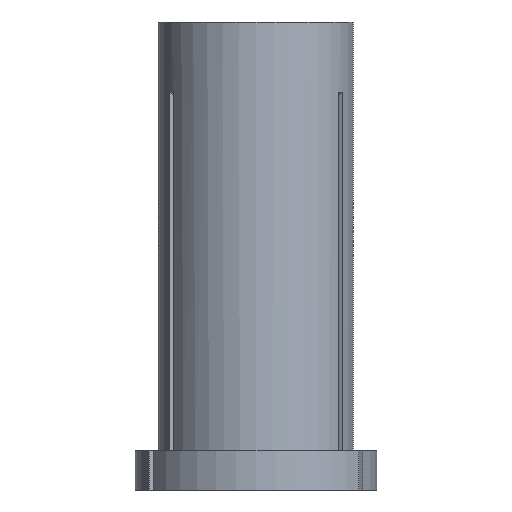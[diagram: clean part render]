
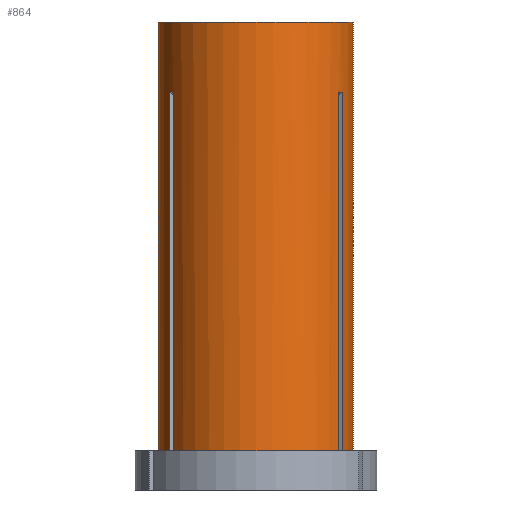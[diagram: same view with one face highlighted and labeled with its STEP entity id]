
A CAD part, front view. The second image highlights one B-rep face of the part: STEP entity #864.
In plain terms, the highlighted cylindrical face has radius 12.5 mm (diameter 25 mm), a partial arc.
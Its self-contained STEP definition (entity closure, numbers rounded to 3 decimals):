
#5 = EDGE_CURVE ( 'NONE', #1389, #1308, #1245, .T. ) ;
#14 = DIRECTION ( 'NONE',  ( 0., 0., 1. ) ) ;
#27 = CARTESIAN_POINT ( 'NONE',  ( -10.567, -6.678, -9.005 ) ) ;
#31 = EDGE_CURVE ( 'NONE', #991, #1469, #62, .T. ) ;
#33 = CARTESIAN_POINT ( 'NONE',  ( 11.067, -5.812, -9.005 ) ) ;
#34 = ORIENTED_EDGE ( 'NONE', *, *, #852, .T. ) ;
#51 = FACE_OUTER_BOUND ( 'NONE', #223, .T. ) ;
#53 = AXIS2_PLACEMENT_3D ( 'NONE', #218, #14, #1204 ) ;
#62 = CIRCLE ( 'NONE', #1086, 12.5 ) ;
#65 = ORIENTED_EDGE ( 'NONE', *, *, #236, .T. ) ;
#88 = CARTESIAN_POINT ( 'NONE',  ( 11.067, -5.812, -9.005 ) ) ;
#105 = EDGE_CURVE ( 'NONE', #1128, #991, #869, .T. ) ;
#117 = B_SPLINE_CURVE_WITH_KNOTS ( 'NONE', 3,
 ( #298, #1014, #757, #888, #88 ),
 .UNSPECIFIED., .F., .F.,
 ( 4, 1, 4 ),
 ( 0.075, 0.075, 0.076 ),
 .UNSPECIFIED. ) ;
#118 = CARTESIAN_POINT ( 'NONE',  ( -11.067, -5.812, -9.005 ) ) ;
#119 = EDGE_CURVE ( 'NONE', #1319, #238, #571, .T. ) ;
#132 = VECTOR ( 'NONE', #202, 1000. ) ;
#135 = VERTEX_POINT ( 'NONE', #118 ) ;
#149 = DIRECTION ( 'NONE',  ( 0., 0., 1. ) ) ;
#158 = AXIS2_PLACEMENT_3D ( 'NONE', #516, #394, #186 ) ;
#168 = VERTEX_POINT ( 'NONE', #366 ) ;
#171 = LINE ( 'NONE', #629, #737 ) ;
#179 = CARTESIAN_POINT ( 'NONE',  ( 10.567, -6.678, -55. ) ) ;
#186 = DIRECTION ( 'NONE',  ( 1., 0., 0. ) ) ;
#202 = DIRECTION ( 'NONE',  ( 0., 0., 1. ) ) ;
#218 = CARTESIAN_POINT ( 'NONE',  ( 0., 0., -55. ) ) ;
#221 = CARTESIAN_POINT ( 'NONE',  ( -11.067, -5.812, -55. ) ) ;
#223 = EDGE_LOOP ( 'NONE', ( #275, #34, #1215, #946, #608, #65, #1249, #651, #357, #1291, #983, #693 ) ) ;
#236 = EDGE_CURVE ( 'NONE', #1389, #1319, #241, .T. ) ;
#238 = VERTEX_POINT ( 'NONE', #1267 ) ;
#239 = CARTESIAN_POINT ( 'NONE',  ( -10.567, -6.678, -55. ) ) ;
#241 = CIRCLE ( 'NONE', #53, 12.5 ) ;
#275 = ORIENTED_EDGE ( 'NONE', *, *, #105, .F. ) ;
#298 = CARTESIAN_POINT ( 'NONE',  ( 10.567, -6.678, -9.005 ) ) ;
#324 = DIRECTION ( 'NONE',  ( 0., 0., 1. ) ) ;
#333 = CARTESIAN_POINT ( 'NONE',  ( 11.067, -5.812, 0. ) ) ;
#357 = ORIENTED_EDGE ( 'NONE', *, *, #483, .F. ) ;
#365 = CARTESIAN_POINT ( 'NONE',  ( 0., 0., 0. ) ) ;
#366 = CARTESIAN_POINT ( 'NONE',  ( 11.067, -5.812, -55. ) ) ;
#372 = CARTESIAN_POINT ( 'NONE',  ( -10.567, -6.678, 0. ) ) ;
#394 = DIRECTION ( 'NONE',  ( 0., 0., 1. ) ) ;
#433 = B_SPLINE_CURVE_WITH_KNOTS ( 'NONE', 3,
 ( #720, #618, #856, #861, #867, #873 ),
 .UNSPECIFIED., .F., .F.,
 ( 4, 2, 4 ),
 ( 0.068, 0.069, 0.069 ),
 .UNSPECIFIED. ) ;
#439 = AXIS2_PLACEMENT_3D ( 'NONE', #365, #324, #1156 ) ;
#483 = EDGE_CURVE ( 'NONE', #168, #1444, #702, .T. ) ;
#505 = DIRECTION ( 'NONE',  ( 0., 0., 1. ) ) ;
#516 = CARTESIAN_POINT ( 'NONE',  ( 0., 0., -55. ) ) ;
#519 = CARTESIAN_POINT ( 'NONE',  ( -12.5, 0., -55. ) ) ;
#534 = VECTOR ( 'NONE', #1414, 1000. ) ;
#547 = DIRECTION ( 'NONE',  ( 0., 0., 1. ) ) ;
#548 = VERTEX_POINT ( 'NONE', #221 ) ;
#550 = AXIS2_PLACEMENT_3D ( 'NONE', #824, #149, #1110 ) ;
#571 = LINE ( 'NONE', #715, #1171 ) ;
#608 = ORIENTED_EDGE ( 'NONE', *, *, #5, .F. ) ;
#618 = CARTESIAN_POINT ( 'NONE',  ( -10.989, -5.959, -9.002 ) ) ;
#629 = CARTESIAN_POINT ( 'NONE',  ( -11.067, -5.812, 0. ) ) ;
#651 = ORIENTED_EDGE ( 'NONE', *, *, #1113, .T. ) ;
#667 = VECTOR ( 'NONE', #1246, 1000. ) ;
#693 = ORIENTED_EDGE ( 'NONE', *, *, #31, .F. ) ;
#702 = LINE ( 'NONE', #333, #667 ) ;
#715 = CARTESIAN_POINT ( 'NONE',  ( 10.567, -6.678, 0. ) ) ;
#720 = CARTESIAN_POINT ( 'NONE',  ( -11.067, -5.812, -9.005 ) ) ;
#737 = VECTOR ( 'NONE', #505, 1000. ) ;
#757 = CARTESIAN_POINT ( 'NONE',  ( 10.828, -6.253, -8.998 ) ) ;
#821 = EDGE_CURVE ( 'NONE', #1322, #1469, #1342, .T. ) ;
#824 = CARTESIAN_POINT ( 'NONE',  ( 0., 0., -55. ) ) ;
#852 = EDGE_CURVE ( 'NONE', #1128, #548, #1278, .T. ) ;
#856 = CARTESIAN_POINT ( 'NONE',  ( -10.909, -6.105, -9. ) ) ;
#861 = CARTESIAN_POINT ( 'NONE',  ( -10.742, -6.394, -9. ) ) ;
#864 = ADVANCED_FACE ( 'NONE', ( #51 ), #1202, .T. ) ;
#867 = CARTESIAN_POINT ( 'NONE',  ( -10.656, -6.537, -9.002 ) ) ;
#869 = LINE ( 'NONE', #1368, #534 ) ;
#873 = CARTESIAN_POINT ( 'NONE',  ( -10.567, -6.678, -9.005 ) ) ;
#888 = CARTESIAN_POINT ( 'NONE',  ( 10.989, -5.96, -9.002 ) ) ;
#944 = VECTOR ( 'NONE', #1043, 1000. ) ;
#946 = ORIENTED_EDGE ( 'NONE', *, *, #981, .T. ) ;
#972 = CARTESIAN_POINT ( 'NONE',  ( 12.5, 0., 0. ) ) ;
#981 = EDGE_CURVE ( 'NONE', #135, #1308, #433, .T. ) ;
#983 = ORIENTED_EDGE ( 'NONE', *, *, #821, .T. ) ;
#991 = VERTEX_POINT ( 'NONE', #1185 ) ;
#1014 = CARTESIAN_POINT ( 'NONE',  ( 10.655, -6.538, -9.002 ) ) ;
#1043 = DIRECTION ( 'NONE',  ( 0., 0., 1. ) ) ;
#1059 = EDGE_CURVE ( 'NONE', #168, #1322, #1424, .T. ) ;
#1084 = DIRECTION ( 'NONE',  ( 0., 0., 1. ) ) ;
#1086 = AXIS2_PLACEMENT_3D ( 'NONE', #1309, #547, #1159 ) ;
#1110 = DIRECTION ( 'NONE',  ( 1., 0., 0. ) ) ;
#1113 = EDGE_CURVE ( 'NONE', #238, #1444, #117, .T. ) ;
#1128 = VERTEX_POINT ( 'NONE', #519 ) ;
#1144 = EDGE_CURVE ( 'NONE', #548, #135, #171, .T. ) ;
#1156 = DIRECTION ( 'NONE',  ( 1., 0., 0. ) ) ;
#1159 = DIRECTION ( 'NONE',  ( 1., 0., 0. ) ) ;
#1171 = VECTOR ( 'NONE', #1084, 1000. ) ;
#1185 = CARTESIAN_POINT ( 'NONE',  ( -12.5, 0., 0. ) ) ;
#1202 = CYLINDRICAL_SURFACE ( 'NONE', #439, 12.5 ) ;
#1204 = DIRECTION ( 'NONE',  ( 1., 0., 0. ) ) ;
#1215 = ORIENTED_EDGE ( 'NONE', *, *, #1144, .T. ) ;
#1245 = LINE ( 'NONE', #372, #944 ) ;
#1246 = DIRECTION ( 'NONE',  ( 0., 0., 1. ) ) ;
#1247 = CARTESIAN_POINT ( 'NONE',  ( 12.5, 0., 0. ) ) ;
#1249 = ORIENTED_EDGE ( 'NONE', *, *, #119, .T. ) ;
#1267 = CARTESIAN_POINT ( 'NONE',  ( 10.567, -6.678, -9.005 ) ) ;
#1278 = CIRCLE ( 'NONE', #158, 12.5 ) ;
#1291 = ORIENTED_EDGE ( 'NONE', *, *, #1059, .T. ) ;
#1305 = CARTESIAN_POINT ( 'NONE',  ( 12.5, 0., -55. ) ) ;
#1308 = VERTEX_POINT ( 'NONE', #27 ) ;
#1309 = CARTESIAN_POINT ( 'NONE',  ( 0., 0., 0. ) ) ;
#1319 = VERTEX_POINT ( 'NONE', #179 ) ;
#1322 = VERTEX_POINT ( 'NONE', #1305 ) ;
#1342 = LINE ( 'NONE', #1247, #132 ) ;
#1368 = CARTESIAN_POINT ( 'NONE',  ( -12.5, 0., 0. ) ) ;
#1389 = VERTEX_POINT ( 'NONE', #239 ) ;
#1414 = DIRECTION ( 'NONE',  ( 0., 0., 1. ) ) ;
#1424 = CIRCLE ( 'NONE', #550, 12.5 ) ;
#1444 = VERTEX_POINT ( 'NONE', #33 ) ;
#1469 = VERTEX_POINT ( 'NONE', #972 ) ;
